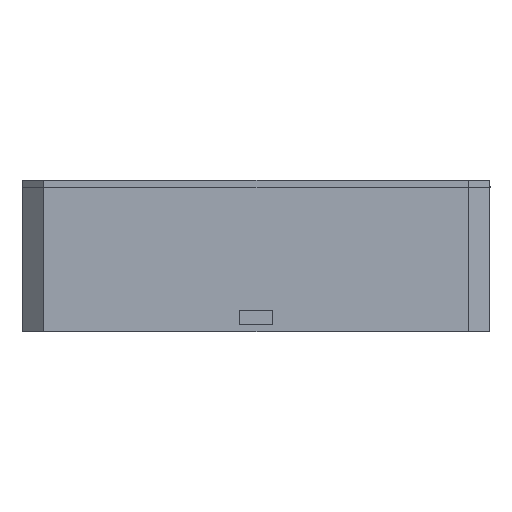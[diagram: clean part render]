
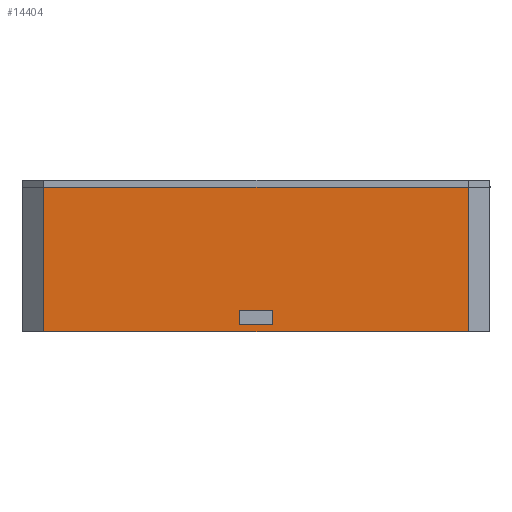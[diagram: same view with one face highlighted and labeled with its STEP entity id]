
A CAD part, left-side view. The second image highlights one B-rep face of the part: STEP entity #14404.
In plain terms, the highlighted planar face has unit normal (-1, 0, 0).
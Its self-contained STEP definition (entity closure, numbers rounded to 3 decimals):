
#31=FACE_BOUND('',#987,.T.);
#226=FACE_OUTER_BOUND('',#986,.T.);
#986=EDGE_LOOP('',(#10400,#10401,#10402,#10403));
#987=EDGE_LOOP('',(#10404,#10405,#10406,#10407));
#2062=LINE('',#20309,#4166);
#2226=LINE('',#20636,#4330);
#2227=LINE('',#20639,#4331);
#2228=LINE('',#20640,#4332);
#2229=LINE('',#20643,#4333);
#2230=LINE('',#20645,#4334);
#2231=LINE('',#20647,#4335);
#2232=LINE('',#20648,#4336);
#4166=VECTOR('',#16542,1.);
#4330=VECTOR('',#16726,1.);
#4331=VECTOR('',#16729,1.);
#4332=VECTOR('',#16730,1.);
#4333=VECTOR('',#16731,1.);
#4334=VECTOR('',#16732,1.);
#4335=VECTOR('',#16733,1.);
#4336=VECTOR('',#16734,1.);
#6112=VERTEX_POINT('',#20306);
#6113=VERTEX_POINT('',#20308);
#6266=VERTEX_POINT('',#20634);
#6267=VERTEX_POINT('',#20638);
#6268=VERTEX_POINT('',#20641);
#6269=VERTEX_POINT('',#20642);
#6270=VERTEX_POINT('',#20644);
#6271=VERTEX_POINT('',#20646);
#7641=EDGE_CURVE('',#6113,#6112,#2062,.T.);
#7805=EDGE_CURVE('',#6113,#6266,#2226,.T.);
#7806=EDGE_CURVE('',#6267,#6266,#2227,.T.);
#7807=EDGE_CURVE('',#6112,#6267,#2228,.T.);
#7808=EDGE_CURVE('',#6268,#6269,#2229,.T.);
#7809=EDGE_CURVE('',#6270,#6268,#2230,.T.);
#7810=EDGE_CURVE('',#6270,#6271,#2231,.T.);
#7811=EDGE_CURVE('',#6269,#6271,#2232,.T.);
#10400=ORIENTED_EDGE('',*,*,#7806,.T.);
#10401=ORIENTED_EDGE('',*,*,#7805,.F.);
#10402=ORIENTED_EDGE('',*,*,#7641,.T.);
#10403=ORIENTED_EDGE('',*,*,#7807,.T.);
#10404=ORIENTED_EDGE('',*,*,#7808,.F.);
#10405=ORIENTED_EDGE('',*,*,#7809,.F.);
#10406=ORIENTED_EDGE('',*,*,#7810,.T.);
#10407=ORIENTED_EDGE('',*,*,#7811,.F.);
#13652=PLANE('',#15160);
#14404=ADVANCED_FACE('',(#226,#31),#13652,.T.);
#15160=AXIS2_PLACEMENT_3D('',#20637,#16727,#16728);
#16542=DIRECTION('',(0.,1.,0.));
#16726=DIRECTION('',(0.,0.,-1.));
#16727=DIRECTION('center_axis',(-1.,0.,0.));
#16728=DIRECTION('ref_axis',(0.,0.,-1.));
#16729=DIRECTION('',(0.,-1.,0.));
#16730=DIRECTION('',(0.,0.,-1.));
#16731=DIRECTION('',(0.,1.,0.));
#16732=DIRECTION('',(0.,0.,1.));
#16733=DIRECTION('',(0.,1.,0.));
#16734=DIRECTION('',(0.,0.,-1.));
#20306=CARTESIAN_POINT('',(-1.5,44.,30.));
#20308=CARTESIAN_POINT('',(-1.5,-44.,30.));
#20309=CARTESIAN_POINT('',(-1.5,-44.,30.));
#20634=CARTESIAN_POINT('',(-1.5,-44.,0.));
#20636=CARTESIAN_POINT('',(-1.5,-44.,30.));
#20637=CARTESIAN_POINT('Origin',(-1.5,0.,15.));
#20638=CARTESIAN_POINT('',(-1.5,44.,0.));
#20639=CARTESIAN_POINT('',(-1.5,44.,0.));
#20640=CARTESIAN_POINT('',(-1.5,44.,30.));
#20641=CARTESIAN_POINT('',(-1.5,-3.5,4.5));
#20642=CARTESIAN_POINT('',(-1.5,3.5,4.5));
#20643=CARTESIAN_POINT('',(-1.5,-3.5,4.5));
#20644=CARTESIAN_POINT('',(-1.5,-3.5,1.5));
#20645=CARTESIAN_POINT('',(-1.5,-3.5,1.5));
#20646=CARTESIAN_POINT('',(-1.5,3.5,1.5));
#20647=CARTESIAN_POINT('',(-1.5,-3.5,1.5));
#20648=CARTESIAN_POINT('',(-1.5,3.5,4.5));
